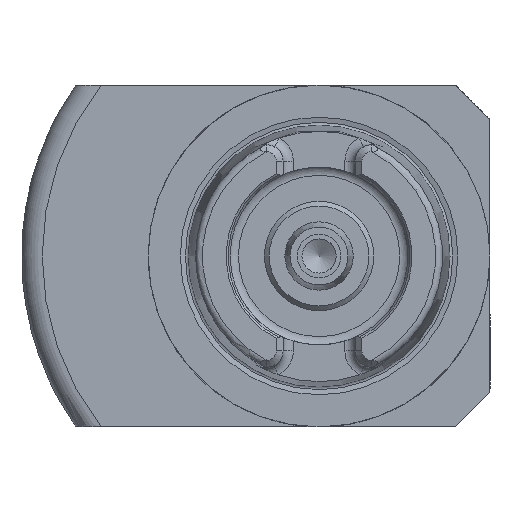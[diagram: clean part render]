
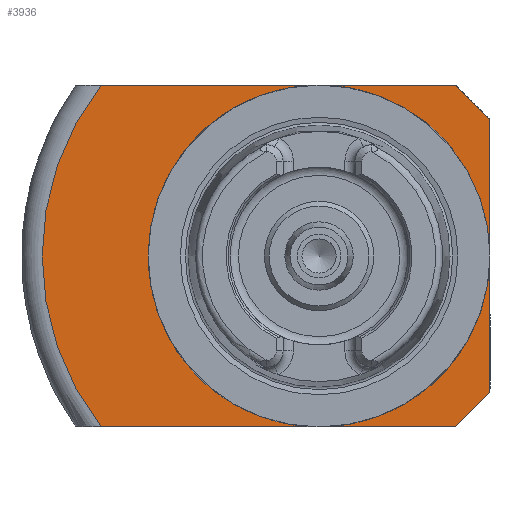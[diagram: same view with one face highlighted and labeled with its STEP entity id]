
A CAD part, left-side view. The second image highlights one B-rep face of the part: STEP entity #3936.
In plain terms, the highlighted planar face has unit normal (-1, 0, 0).
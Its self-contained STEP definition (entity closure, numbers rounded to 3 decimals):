
#1690=CARTESIAN_POINT('',(31.,-20.,-25.));
#1691=VERTEX_POINT('',#1690);
#1698=CARTESIAN_POINT('',(31.,31.863,-25.));
#1699=VERTEX_POINT('',#1698);
#1700=CARTESIAN_POINT('',(31.,31.863,-25.));
#1701=DIRECTION('',(0.0,-1.0,0.0));
#1702=VECTOR('',#1701,51.863);
#1703=LINE('',#1700,#1702);
#1704=EDGE_CURVE('',#1699,#1691,#1703,.T.);
#1764=CARTESIAN_POINT('',(31.,-25.,-20.));
#1765=VERTEX_POINT('',#1764);
#1772=CARTESIAN_POINT('',(31.,-20.,-25.));
#1773=DIRECTION('',(0.0,-0.707,0.707));
#1774=VECTOR('',#1773,7.071);
#1775=LINE('',#1772,#1774);
#1776=EDGE_CURVE('',#1691,#1765,#1775,.T.);
#1789=CARTESIAN_POINT('',(31.,-25.,20.));
#1790=VERTEX_POINT('',#1789);
#1797=CARTESIAN_POINT('',(31.,-25.,-20.));
#1798=DIRECTION('',(0.0,0.0,1.0));
#1799=VECTOR('',#1798,40.);
#1800=LINE('',#1797,#1799);
#1801=EDGE_CURVE('',#1765,#1790,#1800,.T.);
#2042=CARTESIAN_POINT('',(31.,-20.,25.));
#2043=VERTEX_POINT('',#2042);
#2050=CARTESIAN_POINT('',(31.,-25.,20.));
#2051=DIRECTION('',(0.0,0.707,0.707));
#2052=VECTOR('',#2051,7.071);
#2053=LINE('',#2050,#2052);
#2054=EDGE_CURVE('',#1790,#2043,#2053,.T.);
#2070=CARTESIAN_POINT('',(31.,31.863,25.));
#2071=VERTEX_POINT('',#2070);
#2085=CARTESIAN_POINT('',(31.,-20.,25.));
#2086=DIRECTION('',(0.0,1.0,0.0));
#2087=VECTOR('',#2086,51.863);
#2088=LINE('',#2085,#2087);
#2089=EDGE_CURVE('',#2043,#2071,#2088,.T.);
#2607=CARTESIAN_POINT('',(31.,24.5,0.0));
#2608=VERTEX_POINT('',#2607);
#2609=CARTESIAN_POINT('',(31.,0.0,0.0));
#2610=DIRECTION('',(1.0,0.0,0.0));
#2611=DIRECTION('',(0.0,1.0,0.0));
#2612=AXIS2_PLACEMENT_3D('',#2609,#2610,#2611);
#2613=CIRCLE('',#2612,24.5);
#2614=EDGE_CURVE('',#2608,#2608,#2613,.T.);
#3914=CARTESIAN_POINT('',(31.,32.75,0.0));
#3915=DIRECTION('',(-1.0,0.0,0.0));
#3916=DIRECTION('',(0.0,0.0,1.0));
#3917=AXIS2_PLACEMENT_3D('',#3914,#3915,#3916);
#3918=PLANE('',#3917);
#3919=ORIENTED_EDGE('',*,*,#2089,.T.);
#3920=CARTESIAN_POINT('',(31.,0.0,0.0));
#3921=DIRECTION('',(1.0,0.0,0.0));
#3922=DIRECTION('',(0.0,1.0,0.0));
#3923=AXIS2_PLACEMENT_3D('',#3920,#3921,#3922);
#3924=CIRCLE('',#3923,40.5);
#3925=EDGE_CURVE('',#1699,#2071,#3924,.T.);
#3926=ORIENTED_EDGE('',*,*,#3925,.F.);
#3927=ORIENTED_EDGE('',*,*,#1704,.T.);
#3928=ORIENTED_EDGE('',*,*,#1776,.T.);
#3929=ORIENTED_EDGE('',*,*,#1801,.T.);
#3930=ORIENTED_EDGE('',*,*,#2054,.T.);
#3931=EDGE_LOOP('',(#3919,#3926,#3927,#3928,#3929,#3930));
#3932=FACE_OUTER_BOUND('',#3931,.T.);
#3933=ORIENTED_EDGE('',*,*,#2614,.T.);
#3934=EDGE_LOOP('',(#3933));
#3935=FACE_BOUND('',#3934,.T.);
#3936=ADVANCED_FACE('',(#3932,#3935),#3918,.T.);
